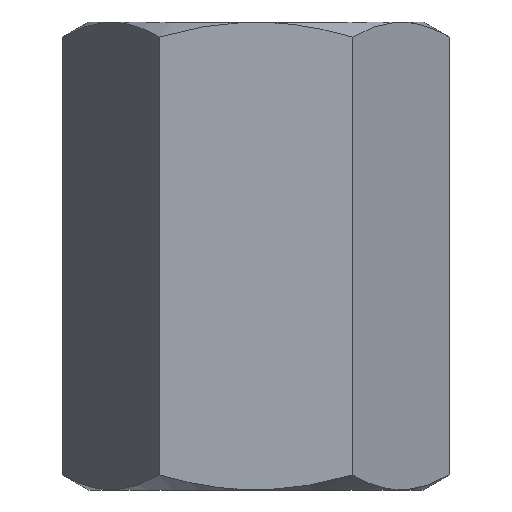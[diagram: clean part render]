
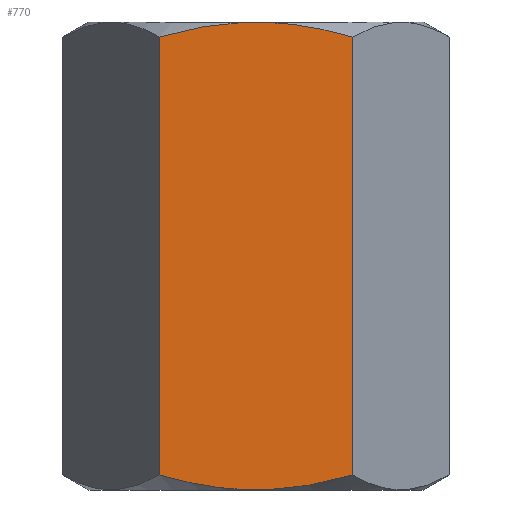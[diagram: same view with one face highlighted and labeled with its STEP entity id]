
A CAD part, front view. The second image highlights one B-rep face of the part: STEP entity #770.
In plain terms, the highlighted planar face has unit normal (0, -1, 0).
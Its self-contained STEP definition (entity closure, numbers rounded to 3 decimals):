
#123 = CONICAL_SURFACE('',#124,2.5,1.047);
#124 = AXIS2_PLACEMENT_3D('',#125,#126,#127);
#125 = CARTESIAN_POINT('',(0.,0.,0.));
#126 = DIRECTION('',(0.,0.,1.));
#127 = DIRECTION('',(1.,0.,0.));
#158 = PLANE('',#159);
#159 = AXIS2_PLACEMENT_3D('',#160,#161,#162);
#160 = CARTESIAN_POINT('',(1.445,-2.503,0.));
#161 = DIRECTION('',(-0.866,0.5,0.));
#162 = DIRECTION('',(0.5,0.866,0.));
#187 = CONICAL_SURFACE('',#188,2.89,1.047);
#188 = AXIS2_PLACEMENT_3D('',#189,#190,#191);
#189 = CARTESIAN_POINT('',(0.,0.,6.775));
#190 = DIRECTION('',(-0.,-0.,-1.));
#191 = DIRECTION('',(1.,0.,0.));
#287 = VERTEX_POINT('',#288);
#288 = CARTESIAN_POINT('',(1.445,-2.503,0.225));
#317 = EDGE_CURVE('',#318,#287,#320,.T.);
#318 = VERTEX_POINT('',#319);
#319 = CARTESIAN_POINT('',(-1.445,-2.503,0.225));
#320 = SURFACE_CURVE('',#321,(#326,#340),.PCURVE_S1.);
#321 = HYPERBOLA('',#322,1.445,2.503);
#322 = AXIS2_PLACEMENT_3D('',#323,#324,#325);
#323 = CARTESIAN_POINT('',(0.,-2.503,
    -1.443));
#324 = DIRECTION('',(0.,1.,-0.));
#325 = DIRECTION('',(0.,0.,1.));
#326 = PCURVE('',#123,#327);
#327 = DEFINITIONAL_REPRESENTATION('',(#328),#339);
#328 = B_SPLINE_CURVE_WITH_KNOTS('',9,(#329,#330,#331,#332,#333,#334,
    #335,#336,#337,#338),.UNSPECIFIED.,.F.,.F.,(10,10),(-0.549,
    0.549),.PIECEWISE_BEZIER_KNOTS.);
#329 = CARTESIAN_POINT('',(4.189,0.225));
#330 = CARTESIAN_POINT('',(4.295,0.123));
#331 = CARTESIAN_POINT('',(4.407,0.049));
#332 = CARTESIAN_POINT('',(4.527,0.001));
#333 = CARTESIAN_POINT('',(4.65,-0.022));
#334 = CARTESIAN_POINT('',(4.775,-0.022));
#335 = CARTESIAN_POINT('',(4.898,0.001));
#336 = CARTESIAN_POINT('',(5.017,0.049));
#337 = CARTESIAN_POINT('',(5.13,0.123));
#338 = CARTESIAN_POINT('',(5.236,0.225));
#339 = ( GEOMETRIC_REPRESENTATION_CONTEXT(2) 
PARAMETRIC_REPRESENTATION_CONTEXT() REPRESENTATION_CONTEXT('2D SPACE',''
  ) );
#340 = PCURVE('',#341,#346);
#341 = PLANE('',#342);
#342 = AXIS2_PLACEMENT_3D('',#343,#344,#345);
#343 = CARTESIAN_POINT('',(-1.445,-2.503,0.));
#344 = DIRECTION('',(0.,1.,0.));
#345 = DIRECTION('',(1.,0.,0.));
#346 = DEFINITIONAL_REPRESENTATION('',(#347),#351);
#347 = ( BOUNDED_CURVE() B_SPLINE_CURVE(2,(#348,#349,#350),
.UNSPECIFIED.,.F.,.F.) B_SPLINE_CURVE_WITH_KNOTS((3,3),(-0.549,
0.549),.PIECEWISE_BEZIER_KNOTS.) CURVE() 
GEOMETRIC_REPRESENTATION_ITEM() RATIONAL_B_SPLINE_CURVE((1.,
1.155,1.)) REPRESENTATION_ITEM('') );
#348 = CARTESIAN_POINT('',(0.,-0.225));
#349 = CARTESIAN_POINT('',(1.445,0.192));
#350 = CARTESIAN_POINT('',(2.89,-0.225));
#351 = ( GEOMETRIC_REPRESENTATION_CONTEXT(2) 
PARAMETRIC_REPRESENTATION_CONTEXT() REPRESENTATION_CONTEXT('2D SPACE',''
  ) );
#377 = PLANE('',#378);
#378 = AXIS2_PLACEMENT_3D('',#379,#380,#381);
#379 = CARTESIAN_POINT('',(-2.89,0.,0.));
#380 = DIRECTION('',(0.866,0.5,0.));
#381 = DIRECTION('',(0.5,-0.866,0.));
#516 = VERTEX_POINT('',#517);
#517 = CARTESIAN_POINT('',(1.445,-2.503,6.775));
#631 = VERTEX_POINT('',#632);
#632 = CARTESIAN_POINT('',(-1.445,-2.503,6.775));
#661 = EDGE_CURVE('',#516,#631,#662,.T.);
#662 = SURFACE_CURVE('',#663,(#668,#682),.PCURVE_S1.);
#663 = HYPERBOLA('',#664,1.445,2.503);
#664 = AXIS2_PLACEMENT_3D('',#665,#666,#667);
#665 = CARTESIAN_POINT('',(0.,-2.503,
    8.443));
#666 = DIRECTION('',(0.,1.,0.));
#667 = DIRECTION('',(0.,0.,-1.));
#668 = PCURVE('',#187,#669);
#669 = DEFINITIONAL_REPRESENTATION('',(#670),#681);
#670 = B_SPLINE_CURVE_WITH_KNOTS('',9,(#671,#672,#673,#674,#675,#676,
    #677,#678,#679,#680),.UNSPECIFIED.,.F.,.F.,(10,10),(-0.549,
    0.549),.PIECEWISE_BEZIER_KNOTS.);
#671 = CARTESIAN_POINT('',(-5.236,0.));
#672 = CARTESIAN_POINT('',(-5.13,-0.102));
#673 = CARTESIAN_POINT('',(-5.017,-0.176));
#674 = CARTESIAN_POINT('',(-4.898,-0.224));
#675 = CARTESIAN_POINT('',(-4.775,-0.248));
#676 = CARTESIAN_POINT('',(-4.65,-0.248));
#677 = CARTESIAN_POINT('',(-4.527,-0.224));
#678 = CARTESIAN_POINT('',(-4.407,-0.176));
#679 = CARTESIAN_POINT('',(-4.295,-0.102));
#680 = CARTESIAN_POINT('',(-4.189,0.));
#681 = ( GEOMETRIC_REPRESENTATION_CONTEXT(2) 
PARAMETRIC_REPRESENTATION_CONTEXT() REPRESENTATION_CONTEXT('2D SPACE',''
  ) );
#682 = PCURVE('',#341,#683);
#683 = DEFINITIONAL_REPRESENTATION('',(#684),#688);
#684 = ( BOUNDED_CURVE() B_SPLINE_CURVE(2,(#685,#686,#687),
.UNSPECIFIED.,.F.,.F.) B_SPLINE_CURVE_WITH_KNOTS((3,3),(-0.549,
0.549),.PIECEWISE_BEZIER_KNOTS.) CURVE() 
GEOMETRIC_REPRESENTATION_ITEM() RATIONAL_B_SPLINE_CURVE((1.,
1.155,1.)) REPRESENTATION_ITEM('') );
#685 = CARTESIAN_POINT('',(2.89,-6.775));
#686 = CARTESIAN_POINT('',(1.445,-7.192));
#687 = CARTESIAN_POINT('',(0.,-6.775));
#688 = ( GEOMETRIC_REPRESENTATION_CONTEXT(2) 
PARAMETRIC_REPRESENTATION_CONTEXT() REPRESENTATION_CONTEXT('2D SPACE',''
  ) );
#694 = EDGE_CURVE('',#287,#516,#695,.T.);
#695 = SURFACE_CURVE('',#696,(#700,#707),.PCURVE_S1.);
#696 = LINE('',#697,#698);
#697 = CARTESIAN_POINT('',(1.445,-2.503,0.));
#698 = VECTOR('',#699,1.);
#699 = DIRECTION('',(0.,0.,1.));
#700 = PCURVE('',#158,#701);
#701 = DEFINITIONAL_REPRESENTATION('',(#702),#706);
#702 = LINE('',#703,#704);
#703 = CARTESIAN_POINT('',(0.,0.));
#704 = VECTOR('',#705,1.);
#705 = DIRECTION('',(0.,-1.));
#706 = ( GEOMETRIC_REPRESENTATION_CONTEXT(2) 
PARAMETRIC_REPRESENTATION_CONTEXT() REPRESENTATION_CONTEXT('2D SPACE',''
  ) );
#707 = PCURVE('',#341,#708);
#708 = DEFINITIONAL_REPRESENTATION('',(#709),#713);
#709 = LINE('',#710,#711);
#710 = CARTESIAN_POINT('',(2.89,0.));
#711 = VECTOR('',#712,1.);
#712 = DIRECTION('',(0.,-1.));
#713 = ( GEOMETRIC_REPRESENTATION_CONTEXT(2) 
PARAMETRIC_REPRESENTATION_CONTEXT() REPRESENTATION_CONTEXT('2D SPACE',''
  ) );
#750 = EDGE_CURVE('',#318,#631,#751,.T.);
#751 = SURFACE_CURVE('',#752,(#756,#763),.PCURVE_S1.);
#752 = LINE('',#753,#754);
#753 = CARTESIAN_POINT('',(-1.445,-2.503,0.));
#754 = VECTOR('',#755,1.);
#755 = DIRECTION('',(0.,0.,1.));
#756 = PCURVE('',#377,#757);
#757 = DEFINITIONAL_REPRESENTATION('',(#758),#762);
#758 = LINE('',#759,#760);
#759 = CARTESIAN_POINT('',(2.89,0.));
#760 = VECTOR('',#761,1.);
#761 = DIRECTION('',(0.,-1.));
#762 = ( GEOMETRIC_REPRESENTATION_CONTEXT(2) 
PARAMETRIC_REPRESENTATION_CONTEXT() REPRESENTATION_CONTEXT('2D SPACE',''
  ) );
#763 = PCURVE('',#341,#764);
#764 = DEFINITIONAL_REPRESENTATION('',(#765),#769);
#765 = LINE('',#766,#767);
#766 = CARTESIAN_POINT('',(0.,0.));
#767 = VECTOR('',#768,1.);
#768 = DIRECTION('',(0.,-1.));
#769 = ( GEOMETRIC_REPRESENTATION_CONTEXT(2) 
PARAMETRIC_REPRESENTATION_CONTEXT() REPRESENTATION_CONTEXT('2D SPACE',''
  ) );
#770 = ADVANCED_FACE('',(#771),#341,.F.);
#771 = FACE_BOUND('',#772,.F.);
#772 = EDGE_LOOP('',(#773,#774,#775,#776));
#773 = ORIENTED_EDGE('',*,*,#317,.F.);
#774 = ORIENTED_EDGE('',*,*,#750,.T.);
#775 = ORIENTED_EDGE('',*,*,#661,.F.);
#776 = ORIENTED_EDGE('',*,*,#694,.F.);
